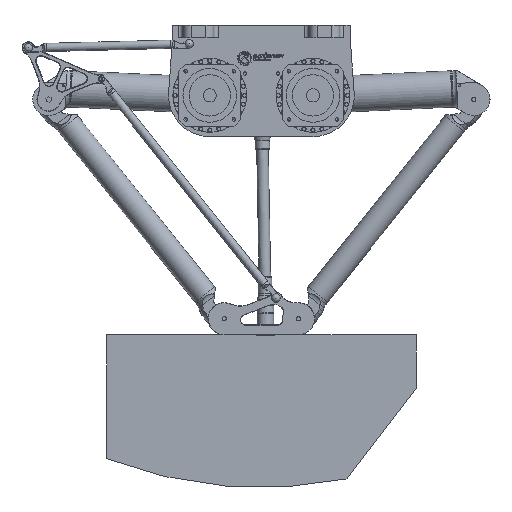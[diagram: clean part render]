
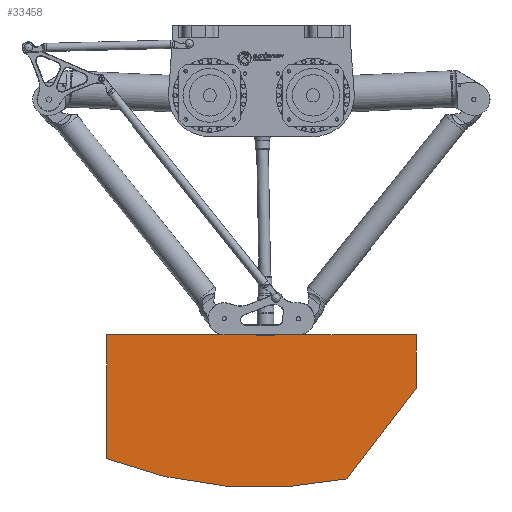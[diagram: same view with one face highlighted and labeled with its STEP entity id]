
A CAD part, left-side view. The second image highlights one B-rep face of the part: STEP entity #33458.
In plain terms, the highlighted face is planar.
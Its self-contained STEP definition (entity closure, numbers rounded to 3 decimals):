
#1477=PLANE('',#36728);
#4168=FACE_OUTER_BOUND('',#6415,.T.);
#6415=EDGE_LOOP('',(#26280,#26281,#26282,#26283,#26284));
#9084=LINE('',#57907,#11651);
#9088=LINE('',#57915,#11655);
#9089=LINE('',#57917,#11656);
#9090=LINE('',#57919,#11657);
#11651=VECTOR('',#43222,10.);
#11655=VECTOR('',#43228,10.);
#11656=VECTOR('',#43229,10.);
#11657=VECTOR('',#43230,10.);
#13817=CIRCLE('',#36729,1039.464);
#16138=VERTEX_POINT('',#57905);
#16139=VERTEX_POINT('',#57906);
#16142=VERTEX_POINT('',#57914);
#16143=VERTEX_POINT('',#57916);
#16144=VERTEX_POINT('',#57918);
#19780=EDGE_CURVE('',#16138,#16139,#9084,.T.);
#19784=EDGE_CURVE('',#16142,#16139,#9088,.T.);
#19785=EDGE_CURVE('',#16143,#16142,#9089,.T.);
#19786=EDGE_CURVE('',#16144,#16143,#9090,.T.);
#19787=EDGE_CURVE('',#16138,#16144,#13817,.T.);
#26280=ORIENTED_EDGE('',*,*,#19780,.T.);
#26281=ORIENTED_EDGE('',*,*,#19784,.F.);
#26282=ORIENTED_EDGE('',*,*,#19785,.F.);
#26283=ORIENTED_EDGE('',*,*,#19786,.F.);
#26284=ORIENTED_EDGE('',*,*,#19787,.F.);
#33458=ADVANCED_FACE('',(#4168),#1477,.T.);
#36728=AXIS2_PLACEMENT_3D('',#57913,#43226,#43227);
#36729=AXIS2_PLACEMENT_3D('',#57920,#43231,#43232);
#43222=DIRECTION('',(-0.607,-0.794,0.));
#43226=DIRECTION('center_axis',(0.,0.,1.));
#43227=DIRECTION('ref_axis',(1.,0.,0.));
#43228=DIRECTION('',(0.,1.,0.));
#43229=DIRECTION('',(-1.,0.,0.));
#43230=DIRECTION('',(0.,-1.,0.));
#43231=DIRECTION('center_axis',(0.,0.,-1.));
#43232=DIRECTION('ref_axis',(-0.361,-0.933,0.));
#57905=CARTESIAN_POINT('',(-207.464,199.086,0.5));
#57906=CARTESIAN_POINT('',(-375.,-20.,0.5));
#57907=CARTESIAN_POINT('',(-297.028,81.963,0.5));
#57913=CARTESIAN_POINT('Origin',(0.,16.413,
0.5));
#57914=CARTESIAN_POINT('',(-375.,-150.,0.5));
#57915=CARTESIAN_POINT('',(-375.,-150.,0.5));
#57916=CARTESIAN_POINT('',(375.,-150.,0.5));
#57917=CARTESIAN_POINT('',(375.,-150.,0.5));
#57918=CARTESIAN_POINT('',(375.,150.,0.5));
#57919=CARTESIAN_POINT('',(375.,150.,0.5));
#57920=CARTESIAN_POINT('Origin',(0.,-819.464,0.5));
